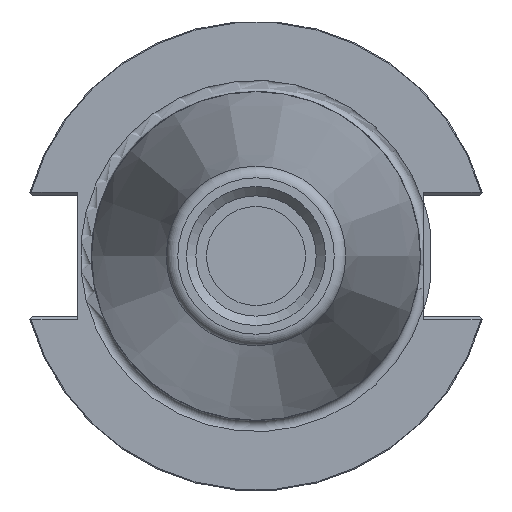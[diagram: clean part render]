
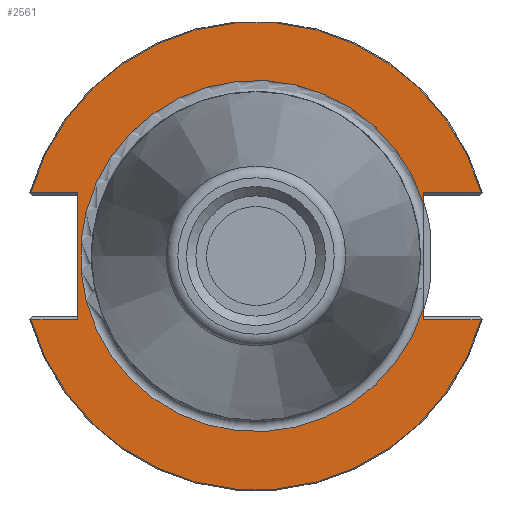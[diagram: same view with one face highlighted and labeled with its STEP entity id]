
A CAD part, left-side view. The second image highlights one B-rep face of the part: STEP entity #2561.
In plain terms, the highlighted planar face has unit normal (-1, 0, 0).
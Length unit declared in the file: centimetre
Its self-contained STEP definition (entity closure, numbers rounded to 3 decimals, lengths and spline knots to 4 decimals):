
#273=FACE_OUTER_BOUND('',#451,.T.);
#451=EDGE_LOOP('',(#1919,#1920,#1921,#1922,#1923,#1924,#1925,#1926,#1927,
#1928));
#593=CIRCLE('',#2769,3.1623);
#595=CIRCLE('',#2774,3.1623);
#596=CIRCLE('',#2775,2.3741);
#739=LINE('',#3862,#918);
#740=LINE('',#3884,#919);
#747=LINE('',#3941,#926);
#749=LINE('',#3945,#928);
#750=LINE('',#3947,#929);
#751=LINE('',#3949,#930);
#752=LINE('',#3952,#931);
#918=VECTOR('',#3238,0.1336);
#919=VECTOR('',#3239,0.1336);
#926=VECTOR('',#3256,0.7828);
#928=VECTOR('',#3260,0.6304);
#929=VECTOR('',#3261,1.7177);
#930=VECTOR('',#3262,0.6304);
#931=VECTOR('',#3265,0.7828);
#1108=VERTEX_POINT('',#3859);
#1109=VERTEX_POINT('',#3861);
#1110=VERTEX_POINT('',#3863);
#1111=VERTEX_POINT('',#3883);
#1115=VERTEX_POINT('',#3892);
#1116=VERTEX_POINT('',#3901);
#1123=VERTEX_POINT('',#3944);
#1124=VERTEX_POINT('',#3946);
#1125=VERTEX_POINT('',#3948);
#1126=VERTEX_POINT('',#3950);
#1393=EDGE_CURVE('',#1109,#1108,#739,.T.);
#1395=EDGE_CURVE('',#1111,#1110,#740,.T.);
#1400=EDGE_CURVE('',#1115,#1116,#593,.T.);
#1409=EDGE_CURVE('',#1108,#1116,#747,.T.);
#1411=EDGE_CURVE('',#1123,#1115,#749,.T.);
#1412=EDGE_CURVE('',#1124,#1123,#750,.T.);
#1413=EDGE_CURVE('',#1125,#1124,#751,.T.);
#1414=EDGE_CURVE('',#1126,#1125,#595,.T.);
#1415=EDGE_CURVE('',#1126,#1111,#752,.T.);
#1416=EDGE_CURVE('',#1110,#1109,#596,.T.);
#1919=ORIENTED_EDGE('',*,*,#1400,.F.);
#1920=ORIENTED_EDGE('',*,*,#1411,.F.);
#1921=ORIENTED_EDGE('',*,*,#1412,.F.);
#1922=ORIENTED_EDGE('',*,*,#1413,.F.);
#1923=ORIENTED_EDGE('',*,*,#1414,.F.);
#1924=ORIENTED_EDGE('',*,*,#1415,.T.);
#1925=ORIENTED_EDGE('',*,*,#1395,.T.);
#1926=ORIENTED_EDGE('',*,*,#1416,.T.);
#1927=ORIENTED_EDGE('',*,*,#1393,.T.);
#1928=ORIENTED_EDGE('',*,*,#1409,.T.);
#2302=PLANE('',#2773);
#2561=ADVANCED_FACE('',(#273),#2302,.T.);
#2769=AXIS2_PLACEMENT_3D('',#3902,#3245,#3246);
#2773=AXIS2_PLACEMENT_3D('',#3943,#3258,#3259);
#2774=AXIS2_PLACEMENT_3D('',#3951,#3263,#3264);
#2775=AXIS2_PLACEMENT_3D('',#3953,#3266,#3267);
#3238=DIRECTION('',(0.,0.,1.));
#3239=DIRECTION('',(0.,0.,1.));
#3245=DIRECTION('center_axis',(1.,0.,0.));
#3246=DIRECTION('ref_axis',(0.,0.,
1.));
#3256=DIRECTION('',(0.,-1.,0.));
#3258=DIRECTION('center_axis',(-1.,0.,0.));
#3259=DIRECTION('ref_axis',(0.,0.,1.));
#3260=DIRECTION('',(0.,1.,0.));
#3261=DIRECTION('',(0.,0.,1.));
#3262=DIRECTION('',(0.,-1.,0.));
#3263=DIRECTION('center_axis',(1.,0.,0.));
#3264=DIRECTION('ref_axis',(0.,0.,
-1.));
#3265=DIRECTION('',(0.,1.,0.));
#3266=DIRECTION('center_axis',(1.,0.,0.));
#3267=DIRECTION('ref_axis',(0.,0.,1.));
#3859=CARTESIAN_POINT('',(1.9585,-2.2802,0.8588));
#3861=CARTESIAN_POINT('',(1.9585,-2.2802,0.7252));
#3862=CARTESIAN_POINT('',(1.9585,-2.2802,0.));
#3863=CARTESIAN_POINT('',(1.9585,-2.2802,-0.7252));
#3883=CARTESIAN_POINT('',(1.9585,-2.2802,-0.8588));
#3884=CARTESIAN_POINT('',(1.9585,-2.2802,0.));
#3892=CARTESIAN_POINT('',(1.9585,3.0239,0.8588));
#3901=CARTESIAN_POINT('',(1.9585,-3.063,0.8588));
#3902=CARTESIAN_POINT('Origin',(1.9585,-0.0196,0.));
#3941=CARTESIAN_POINT('',(1.9585,-2.3119,0.8588));
#3943=CARTESIAN_POINT('Origin',(1.9585,-2.2421,0.));
#3944=CARTESIAN_POINT('',(1.9585,2.3934,0.8588));
#3945=CARTESIAN_POINT('',(1.9585,0.0503,0.8588));
#3946=CARTESIAN_POINT('',(1.9585,2.3934,-0.8588));
#3947=CARTESIAN_POINT('',(1.9585,2.3934,-0.8588));
#3948=CARTESIAN_POINT('',(1.9585,3.0239,-0.8588));
#3949=CARTESIAN_POINT('',(1.9585,0.6853,-0.8588));
#3950=CARTESIAN_POINT('',(1.9585,-3.063,-0.8588));
#3951=CARTESIAN_POINT('Origin',(1.9585,-0.0196,0.));
#3952=CARTESIAN_POINT('',(1.9585,-2.3119,-0.8588));
#3953=CARTESIAN_POINT('Origin',(1.9585,-0.0196,0.));
